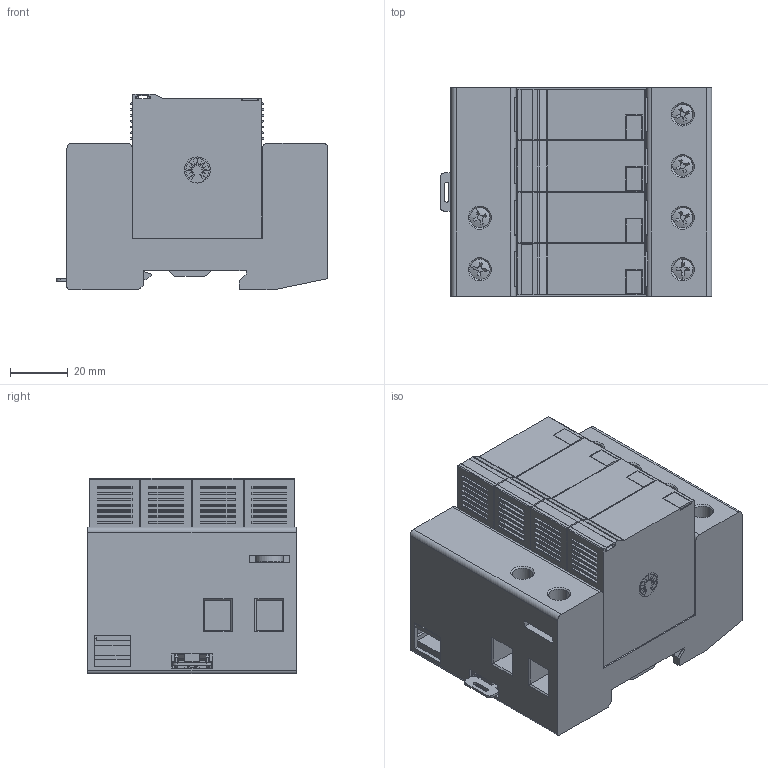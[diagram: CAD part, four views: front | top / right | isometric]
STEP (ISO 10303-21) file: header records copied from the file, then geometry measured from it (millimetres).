
FILE_DESCRIPTION (( 'STEP AP214' ), '1' );
FILE_NAME ('DS44-400 for 3D Marketing 20210719.STEP', '2021-07-19T13:38:32', ( '' ), ( '' ), 'SwSTEP 2.0', 'SolidWorks 2019', '' );
FILE_SCHEMA (( 'AUTOMOTIVE_DESIGN' ));
Length unit declared in the file: millimetre
Products named in the file (1): DS44-400 for 3D Marketing 20210719
Bounding box: 93.7 x 72 x 67.4 mm (x, y, z)
Volume: 328680.1 mm3; surface area: 74967.1 mm2
Topology: 1 solids, 5 shells, 1195 faces, 3321 edges, 2184 vertices
Faces by surface type: plane 965, cylinder 185, bspline 33, cone 12
Entity records: 58280 total; most frequent: CARTESIAN_POINT 14743, ORIENTED_EDGE 6638, DIRECTION 5730, EDGE_CURVE 3319, LINE 2666, VECTOR 2666, VERTEX_POINT 2184, AXIS2_PLACEMENT_3D 1532
